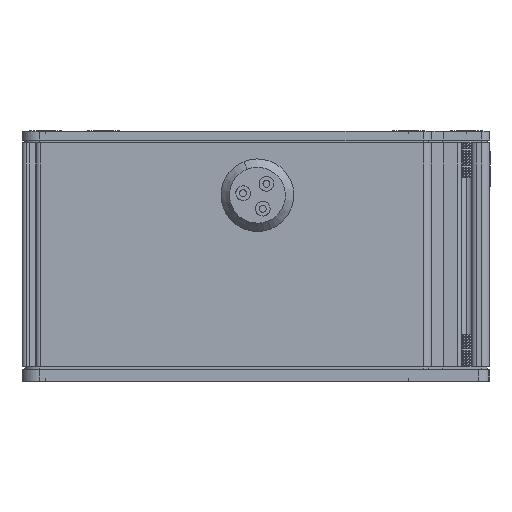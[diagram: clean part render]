
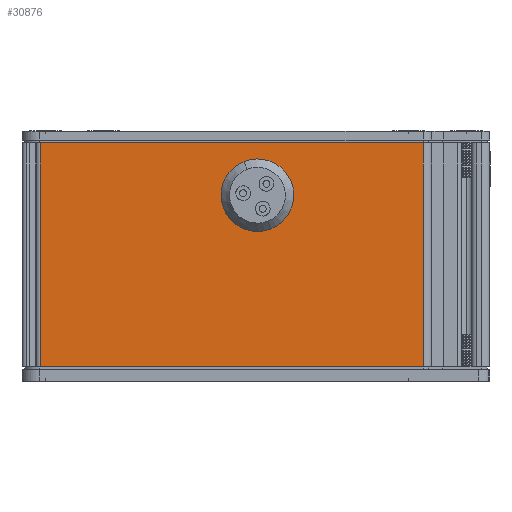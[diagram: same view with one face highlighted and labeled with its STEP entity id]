
A CAD part, left-side view. The second image highlights one B-rep face of the part: STEP entity #30876.
In plain terms, the highlighted planar face has unit normal (-1, 0, 0).
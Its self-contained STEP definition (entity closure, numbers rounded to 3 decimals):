
#11921 = CARTESIAN_POINT ( 'NONE',  ( 0., 40., 26.2 ) ) ;
#11922 = CARTESIAN_POINT ( 'NONE',  ( 0., 40., 35.8 ) ) ;
#11997 = CARTESIAN_POINT ( 'NONE',  ( 0., 77.367, 40. ) ) ;
#11998 = CARTESIAN_POINT ( 'NONE',  ( 0., 11.5, 40. ) ) ;
#11999 = CARTESIAN_POINT ( 'NONE',  ( 0., 77.367, 1.5 ) ) ;
#12000 = CARTESIAN_POINT ( 'NONE',  ( 0., 11.5, 1.5 ) ) ;
#13616 = CARTESIAN_POINT ( 'NONE',  ( 0., 40., 31. ) ) ;
#13617 = DIRECTION ( 'NONE',  ( -1., 0., 0. ) ) ;
#13618 = DIRECTION ( 'NONE',  ( 0., 0., 1. ) ) ;
#13780 = AXIS2_PLACEMENT_3D ( 'NONE', #13616, #13617, #13618 ) ;
#14039 = FACE_BOUND ( 'NONE', #34093, .T. ) ;
#14042 = FACE_OUTER_BOUND ( 'NONE', #34094, .T. ) ;
#14045 = AXIS2_PLACEMENT_3D ( 'NONE', #14882, #14883, #14884 ) ;
#14367 = AXIS2_PLACEMENT_3D ( 'NONE', #15382, #15473, #15474 ) ;
#14374 = VECTOR ( 'NONE', #15478, 1000. ) ;
#14375 = VECTOR ( 'NONE', #15481, 1000. ) ;
#14376 = VECTOR ( 'NONE', #15484, 1000. ) ;
#14378 = VECTOR ( 'NONE', #15487, 1000. ) ;
#14881 = PLANE ( 'NONE',  #14045 ) ;
#14882 = CARTESIAN_POINT ( 'NONE',  ( 0., 0., 40. ) ) ;
#14883 = DIRECTION ( 'NONE',  ( 1., 0., 0. ) ) ;
#14884 = DIRECTION ( 'NONE',  ( 0., 0., -1. ) ) ;
#15382 = CARTESIAN_POINT ( 'NONE',  ( 0., 40., 31. ) ) ;
#15473 = DIRECTION ( 'NONE',  ( -1., 0., 0. ) ) ;
#15474 = DIRECTION ( 'NONE',  ( 0., 0., 1. ) ) ;
#15476 = LINE ( 'NONE', #15477, #14374 ) ;
#15477 = CARTESIAN_POINT ( 'NONE',  ( 0., 77.367, 40. ) ) ;
#15478 = DIRECTION ( 'NONE',  ( 0., 0., -1. ) ) ;
#15479 = LINE ( 'NONE', #15480, #14375 ) ;
#15480 = CARTESIAN_POINT ( 'NONE',  ( 0., 0., 40. ) ) ;
#15481 = DIRECTION ( 'NONE',  ( 0., -1., 0. ) ) ;
#15482 = LINE ( 'NONE', #15483, #14376 ) ;
#15483 = CARTESIAN_POINT ( 'NONE',  ( 0., 0., 1.5 ) ) ;
#15484 = DIRECTION ( 'NONE',  ( 0., -1., 0. ) ) ;
#15485 = LINE ( 'NONE', #15486, #14378 ) ;
#15486 = CARTESIAN_POINT ( 'NONE',  ( 0., 11.5, 40. ) ) ;
#15487 = DIRECTION ( 'NONE',  ( 0., 0., 1. ) ) ;
#27837 = VERTEX_POINT ( 'NONE', #11921 ) ;
#27838 = VERTEX_POINT ( 'NONE', #11922 ) ;
#27913 = VERTEX_POINT ( 'NONE', #11997 ) ;
#27914 = VERTEX_POINT ( 'NONE', #11998 ) ;
#27915 = VERTEX_POINT ( 'NONE', #11999 ) ;
#27916 = VERTEX_POINT ( 'NONE', #12000 ) ;
#29594 = EDGE_CURVE ( 'NONE', #27837, #27838, #36447, .T. ) ;
#29956 = ORIENTED_EDGE ( 'NONE', *, *, #31049, .F. ) ;
#29957 = ORIENTED_EDGE ( 'NONE', *, *, #31051, .F. ) ;
#29958 = ORIENTED_EDGE ( 'NONE', *, *, #29594, .F. ) ;
#29959 = ORIENTED_EDGE ( 'NONE', *, *, #31052, .T. ) ;
#29960 = ORIENTED_EDGE ( 'NONE', *, *, #31050, .T. ) ;
#29961 = ORIENTED_EDGE ( 'NONE', *, *, #31053, .T. ) ;
#30876 = ADVANCED_FACE ( 'NONE', ( #14039, #14042 ), #14881, .F. ) ;
#31049 = EDGE_CURVE ( 'NONE', #27838, #27837, #36507, .T. ) ;
#31050 = EDGE_CURVE ( 'NONE', #27913, #27915, #15476, .T. ) ;
#31051 = EDGE_CURVE ( 'NONE', #27913, #27914, #15479, .T. ) ;
#31052 = EDGE_CURVE ( 'NONE', #27915, #27916, #15482, .T. ) ;
#31053 = EDGE_CURVE ( 'NONE', #27916, #27914, #15485, .T. ) ;
#34093 = EDGE_LOOP ( 'NONE', ( #29956, #29958 ) ) ;
#34094 = EDGE_LOOP ( 'NONE', ( #29957, #29960, #29959, #29961 ) ) ;
#36447 = CIRCLE ( 'NONE', #13780, 4.8 ) ;
#36507 = CIRCLE ( 'NONE', #14367, 4.8 ) ;
